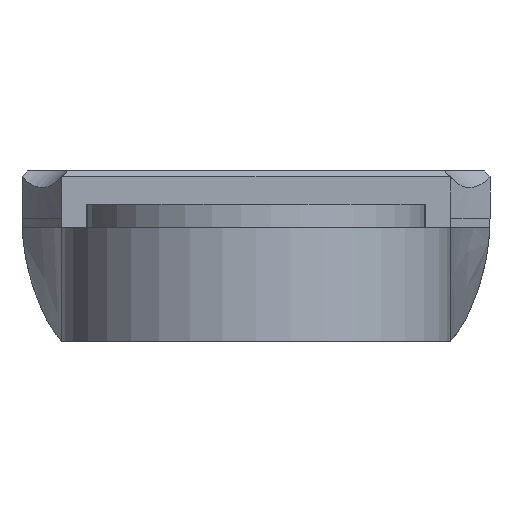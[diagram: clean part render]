
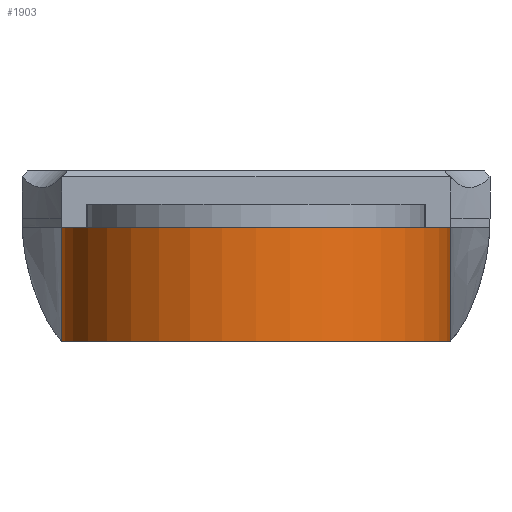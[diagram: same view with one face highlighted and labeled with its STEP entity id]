
A CAD part, front view. The second image highlights one B-rep face of the part: STEP entity #1903.
In plain terms, the highlighted cylindrical face has radius 16.6 mm (diameter 33.2 mm), a partial arc.
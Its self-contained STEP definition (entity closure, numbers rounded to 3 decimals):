
#32=CYLINDRICAL_SURFACE('',#2065,16.6);
#115=CIRCLE('',#1975,16.6);
#124=CIRCLE('',#1996,16.6);
#236=FACE_OUTER_BOUND('',#345,.T.);
#345=EDGE_LOOP('',(#1688,#1689,#1690,#1691));
#442=LINE('',#3191,#633);
#448=LINE('',#3289,#639);
#633=VECTOR('',#2269,1000.);
#639=VECTOR('',#2287,1000.);
#838=VERTEX_POINT('',#3076);
#839=VERTEX_POINT('',#3078);
#853=VERTEX_POINT('',#3190);
#861=VERTEX_POINT('',#3287);
#1041=EDGE_CURVE('',#838,#839,#115,.T.);
#1057=EDGE_CURVE('',#839,#853,#442,.T.);
#1071=EDGE_CURVE('',#861,#838,#448,.T.);
#1089=EDGE_CURVE('',#853,#861,#124,.T.);
#1688=ORIENTED_EDGE('',*,*,#1057,.F.);
#1689=ORIENTED_EDGE('',*,*,#1041,.F.);
#1690=ORIENTED_EDGE('',*,*,#1071,.F.);
#1691=ORIENTED_EDGE('',*,*,#1089,.F.);
#1903=ADVANCED_FACE('',(#236),#32,.T.);
#1975=AXIS2_PLACEMENT_3D('',#3079,#2253,#2254);
#1996=AXIS2_PLACEMENT_3D('',#3322,#2324,#2325);
#2065=AXIS2_PLACEMENT_3D('',#3516,#2541,#2542);
#2253=DIRECTION('center_axis',(0.,0.,1.));
#2254=DIRECTION('ref_axis',(1.,0.,0.));
#2269=DIRECTION('',(0.,0.,-1.));
#2287=DIRECTION('',(0.,0.,1.));
#2324=DIRECTION('center_axis',(0.,0.,-1.));
#2325=DIRECTION('ref_axis',(-1.,0.,0.));
#2541=DIRECTION('center_axis',(0.,0.,-1.));
#2542=DIRECTION('ref_axis',(-1.,0.,0.));
#3076=CARTESIAN_POINT('',(0.,16.6,9.7));
#3078=CARTESIAN_POINT('',(33.2,16.6,9.7));
#3079=CARTESIAN_POINT('Origin',(16.6,16.6,9.7));
#3190=CARTESIAN_POINT('',(33.2,16.6,0.));
#3191=CARTESIAN_POINT('',(33.2,16.6,14.55));
#3287=CARTESIAN_POINT('',(0.,16.6,0.));
#3289=CARTESIAN_POINT('',(0.,16.6,14.55));
#3322=CARTESIAN_POINT('Origin',(16.6,16.6,0.));
#3516=CARTESIAN_POINT('Origin',(16.6,16.6,14.55));
